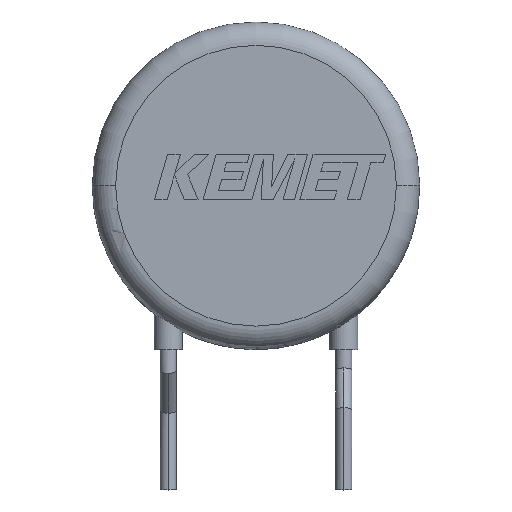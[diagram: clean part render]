
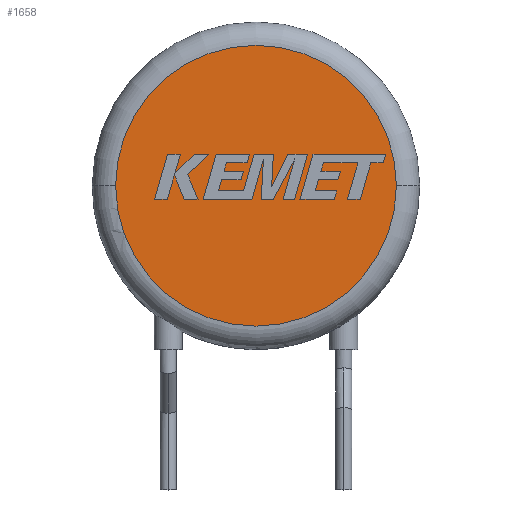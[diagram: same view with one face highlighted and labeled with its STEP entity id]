
A CAD part, top view. The second image highlights one B-rep face of the part: STEP entity #1658.
In plain terms, the highlighted planar face has unit normal (0, 0, 1).
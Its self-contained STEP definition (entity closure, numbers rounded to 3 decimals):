
#314 = CARTESIAN_POINT ( 'NONE',  ( 6., 0., 5. ) ) ;
#333 = CARTESIAN_POINT ( 'NONE',  ( 0., 0., 5. ) ) ;
#440 = DIRECTION ( 'NONE',  ( 1., 0., 0. ) ) ;
#546 = ORIENTED_EDGE ( 'NONE', *, *, #1123, .T. ) ;
#646 = DIRECTION ( 'NONE',  ( 0., 0., 1. ) ) ;
#711 = AXIS2_PLACEMENT_3D ( 'NONE', #1644, #1338, #3091 ) ;
#768 = EDGE_CURVE ( 'NONE', #3027, #3046, #2276, .T. ) ;
#1051 = DIRECTION ( 'NONE',  ( 1., 0., 0. ) ) ;
#1123 = EDGE_CURVE ( 'NONE', #3046, #3027, #2933, .T. ) ;
#1338 = DIRECTION ( 'NONE',  ( 0., 0., 1. ) ) ;
#1363 = AXIS2_PLACEMENT_3D ( 'NONE', #333, #646, #440 ) ;
#1644 = CARTESIAN_POINT ( 'NONE',  ( 0., 0., 5. ) ) ;
#1645 = CARTESIAN_POINT ( 'NONE',  ( -6., 0., 5. ) ) ;
#1658 = ADVANCED_FACE ( 'NONE', ( #1956 ), #2534, .T. ) ;
#1956 = FACE_OUTER_BOUND ( 'NONE', #3145, .T. ) ;
#2276 = CIRCLE ( 'NONE', #2461, 6. ) ;
#2451 = DIRECTION ( 'NONE',  ( 0., 0., 1. ) ) ;
#2461 = AXIS2_PLACEMENT_3D ( 'NONE', #2759, #2451, #1051 ) ;
#2534 = PLANE ( 'NONE',  #711 ) ;
#2759 = CARTESIAN_POINT ( 'NONE',  ( 0., 0., 5. ) ) ;
#2933 = CIRCLE ( 'NONE', #1363, 6. ) ;
#3027 = VERTEX_POINT ( 'NONE', #1645 ) ;
#3046 = VERTEX_POINT ( 'NONE', #314 ) ;
#3091 = DIRECTION ( 'NONE',  ( 1., 0., 0. ) ) ;
#3145 = EDGE_LOOP ( 'NONE', ( #546, #3743 ) ) ;
#3743 = ORIENTED_EDGE ( 'NONE', *, *, #768, .T. ) ;
